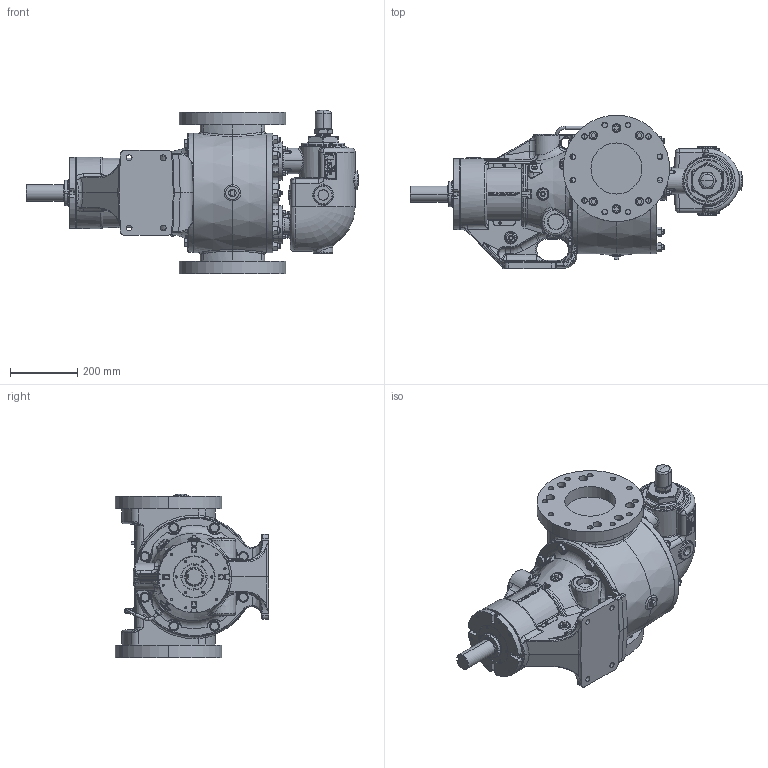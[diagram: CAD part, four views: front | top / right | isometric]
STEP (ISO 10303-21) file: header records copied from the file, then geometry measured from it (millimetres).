
FILE_DESCRIPTION (( 'STEP AP214' ), '1' );
FILE_NAME ('QV-2365.step', '2025-12-05T18:15:20', ( '' ), ( '' ), 'SwSTEP 2.0', 'SolidWorks 2024', '' );
FILE_SCHEMA (( 'AUTOMOTIVE_DESIGN' ));
Products named in the file (1): QV-2365
Bounding box: 990.58 x 457.2 x 488.02 mm (x, y, z)
Volume: 57416114.8 mm3; surface area: 1932790.4 mm2
Topology: 1 solids, 1 shells, 5174 faces, 13168 edges, 8157 vertices
Faces by surface type: bspline 1768, plane 1661, cylinder 772, cone 726, torus 163, sphere 84
Entity records: 246561 total; most frequent: CARTESIAN_POINT 136207, ORIENTED_EDGE 25938, DIRECTION 18048, EDGE_CURVE 12969, VERTEX_POINT 8150, AXIS2_PLACEMENT_3D 6366, EDGE_LOOP 5599, VECTOR 5316
